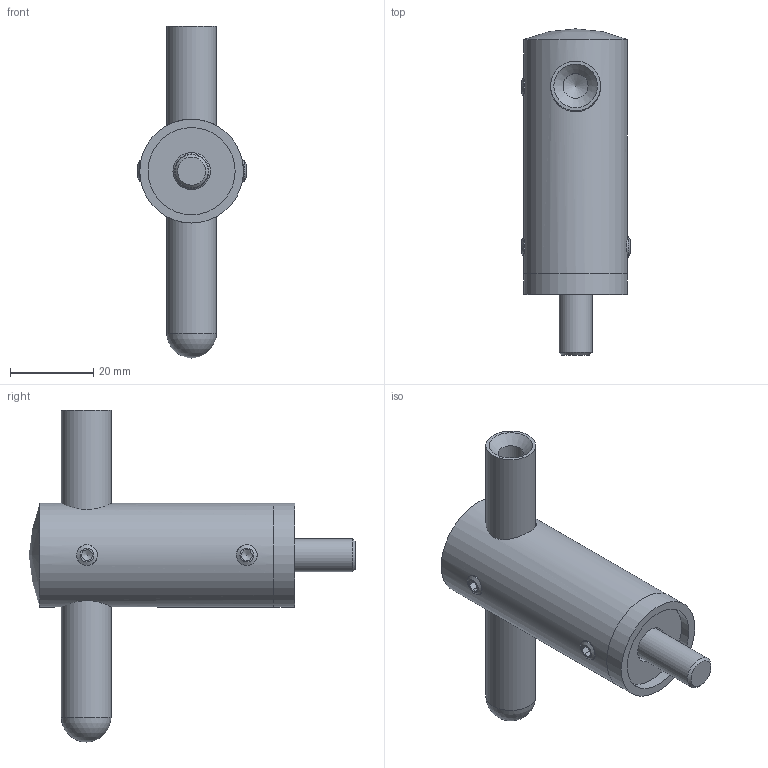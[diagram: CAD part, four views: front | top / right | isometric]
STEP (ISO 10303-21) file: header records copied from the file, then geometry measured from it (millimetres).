
FILE_DESCRIPTION(/* description */ (''),/* implementation_level */ '2;1');
FILE_NAME(/* name */ '41262.iam.step',/* time_stamp */ '2022-07-18T13:00:11+02:00',/* author */ ('Abt. Technik'),/* organization */ (''),/* preprocessor_version */ 'ST-DEVELOPER v18.1',/* originating_system */ 'Autodesk Inventor 2022',/* authorisation */ '');
FILE_SCHEMA (('AUTOMOTIVE_DESIGN { 1 0 10303 214 3 1 1 }'));
Length unit declared in the file: millimetre
Products named in the file (6): 41262; 41262_1; 41262-02; 41262-03; DIN 913 - M5 x 6; DIN 7991 - M8x30
Assembly tree (8 placements, depth 2):
  41262
    41262_1
    41262-02
    41262-03
    DIN 913 - M5 x 6  x4
    DIN 7991 - M8x30
Bounding box: 26.14 x 78.6 x 80 mm (x, y, z)
Volume: 34599.1 mm3; surface area: 14859.9 mm2
Topology: 8 solids, 8 shells, 91 faces, 223 edges, 147 vertices
Faces by surface type: plane 47, cone 22, cylinder 19, sphere 2, torus 1
Full cylindrical faces by diameter (mm): 5 x7, 6 x1, 8 x1, 9 x1, 12 x2, 16 x1, 17 x2, 17.1 x1, 21 x1, 25 x2
Entity records: 2124 total; most frequent: CARTESIAN_POINT 581, DIRECTION 288, ORIENTED_EDGE 264, EDGE_CURVE 132, AXIS2_PLACEMENT_3D 113, VERTEX_POINT 90, EDGE_LOOP 68, LINE 62
